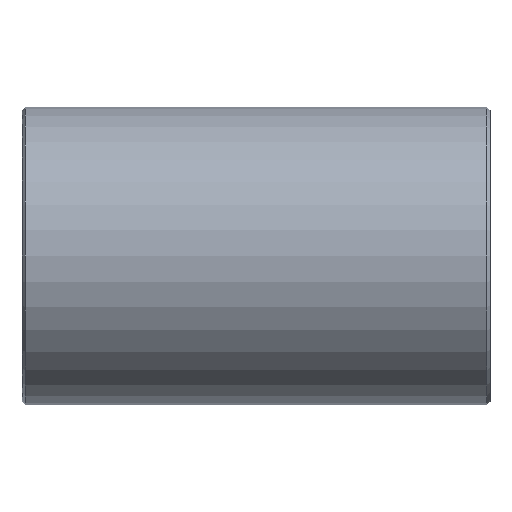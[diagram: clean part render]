
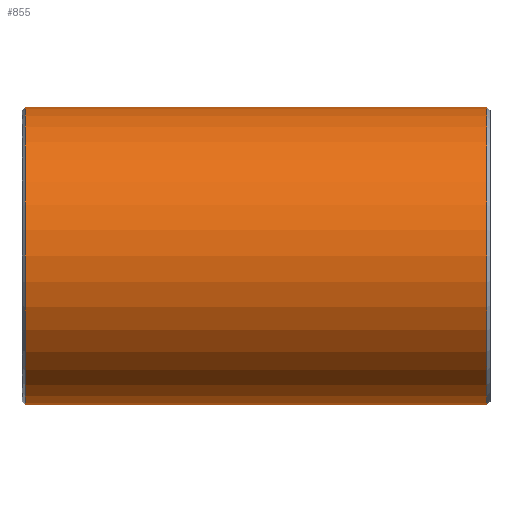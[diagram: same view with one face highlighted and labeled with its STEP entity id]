
A CAD part, front view. The second image highlights one B-rep face of the part: STEP entity #855.
In plain terms, the highlighted cylindrical face has radius 177.8 mm (diameter 355.6 mm), a partial arc.
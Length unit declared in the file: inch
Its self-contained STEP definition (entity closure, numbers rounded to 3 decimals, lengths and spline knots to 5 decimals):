
#2 = VERTEX_POINT ( 'NONE', #396 ) ;
#15 = CIRCLE ( 'NONE', #50, 7. ) ;
#30 = DIRECTION ( 'NONE',  ( -1., 0., 0. ) ) ;
#50 = AXIS2_PLACEMENT_3D ( 'NONE', #324, #182, #88 ) ;
#57 = VERTEX_POINT ( 'NONE', #410 ) ;
#88 = DIRECTION ( 'NONE',  ( 0., 0., -1. ) ) ;
#92 = DIRECTION ( 'NONE',  ( 1., 0., 0. ) ) ;
#111 = LINE ( 'NONE', #717, #339 ) ;
#118 = VECTOR ( 'NONE', #145, 39.37008 ) ;
#138 = ORIENTED_EDGE ( 'NONE', *, *, #823, .T. ) ;
#145 = DIRECTION ( 'NONE',  ( -1., 0., 0. ) ) ;
#152 = VERTEX_POINT ( 'NONE', #550 ) ;
#182 = DIRECTION ( 'NONE',  ( -1., 0., 0. ) ) ;
#243 = AXIS2_PLACEMENT_3D ( 'NONE', #912, #283, #436 ) ;
#255 = DIRECTION ( 'NONE',  ( 0., 0., 1. ) ) ;
#283 = DIRECTION ( 'NONE',  ( -1., 0., 0. ) ) ;
#292 = EDGE_LOOP ( 'NONE', ( #357, #747, #138, #916 ) ) ;
#324 = CARTESIAN_POINT ( 'NONE',  ( 10.854, 0., 0. ) ) ;
#339 = VECTOR ( 'NONE', #30, 39.37008 ) ;
#357 = ORIENTED_EDGE ( 'NONE', *, *, #779, .F. ) ;
#370 = AXIS2_PLACEMENT_3D ( 'NONE', #939, #92, #255 ) ;
#396 = CARTESIAN_POINT ( 'NONE',  ( -10.854, 0., 7. ) ) ;
#410 = CARTESIAN_POINT ( 'NONE',  ( 10.854, 0., 7. ) ) ;
#420 = EDGE_CURVE ( 'NONE', #571, #57, #15, .T. ) ;
#436 = DIRECTION ( 'NONE',  ( 0., 0., 1. ) ) ;
#482 = CARTESIAN_POINT ( 'NONE',  ( 10.854, 0., -7. ) ) ;
#506 = EDGE_CURVE ( 'NONE', #2, #152, #951, .T. ) ;
#550 = CARTESIAN_POINT ( 'NONE',  ( -10.854, 0., -7. ) ) ;
#571 = VERTEX_POINT ( 'NONE', #482 ) ;
#668 = CARTESIAN_POINT ( 'NONE',  ( 11., 0., 7. ) ) ;
#674 = FACE_OUTER_BOUND ( 'NONE', #292, .T. ) ;
#717 = CARTESIAN_POINT ( 'NONE',  ( 11., 0., -7. ) ) ;
#747 = ORIENTED_EDGE ( 'NONE', *, *, #420, .T. ) ;
#760 = CYLINDRICAL_SURFACE ( 'NONE', #243, 7. ) ;
#779 = EDGE_CURVE ( 'NONE', #571, #152, #111, .T. ) ;
#823 = EDGE_CURVE ( 'NONE', #57, #2, #980, .T. ) ;
#855 = ADVANCED_FACE ( 'NONE', ( #674 ), #760, .T. ) ;
#912 = CARTESIAN_POINT ( 'NONE',  ( 11., 0., 0. ) ) ;
#916 = ORIENTED_EDGE ( 'NONE', *, *, #506, .T. ) ;
#939 = CARTESIAN_POINT ( 'NONE',  ( -10.854, 0., 0. ) ) ;
#951 = CIRCLE ( 'NONE', #370, 7. ) ;
#980 = LINE ( 'NONE', #668, #118 ) ;
